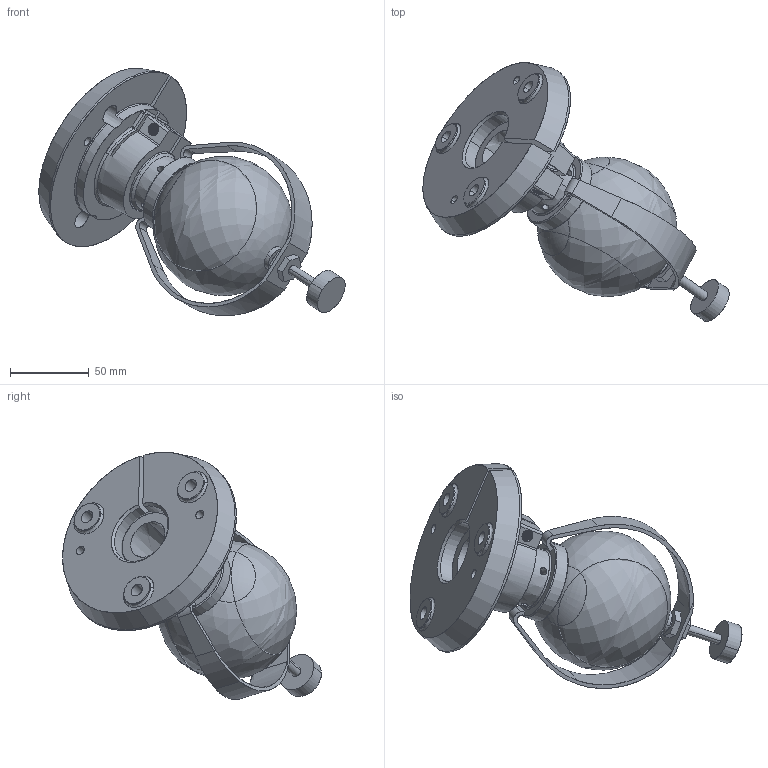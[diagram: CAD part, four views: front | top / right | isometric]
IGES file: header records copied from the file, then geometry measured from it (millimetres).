
Start section: SolidWorks IGES file using analytic representation for surfaces
Global section: file name: 521B+5602+565.IGS; native system: SolidWorks 2013; preprocessor: SolidWorks 2013; author: igipson; date: 130731.153646; units: inch
Bounding box: 194.88 x 164.7 x 157.52 mm (x, y, z)
Surface area: 116712.9 mm2 (no closed solid volume)
Topology: 0 solids, 0 shells, 239 faces, 6325 edges, 6320 vertices
Faces by surface type: revolution 131, bspline 108
